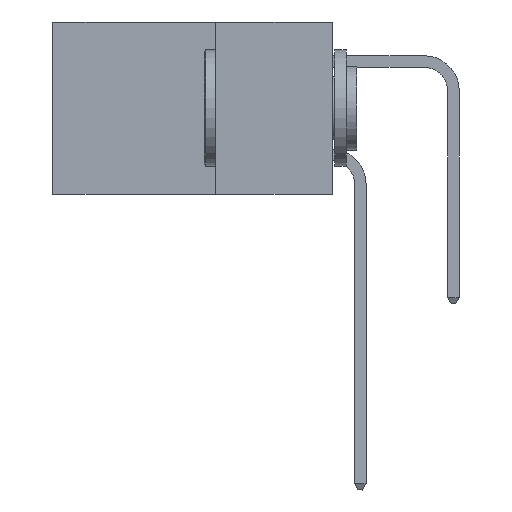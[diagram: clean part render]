
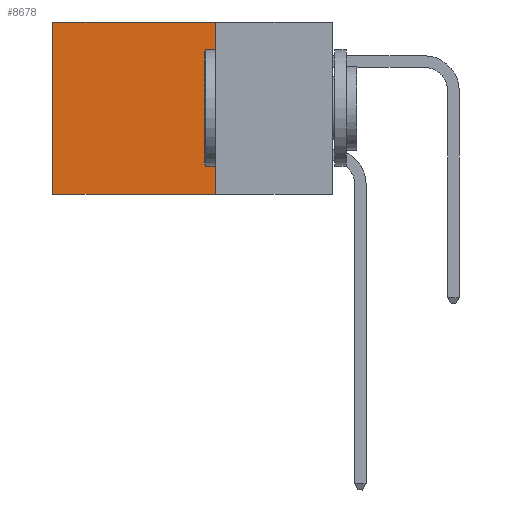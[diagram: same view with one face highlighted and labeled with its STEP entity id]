
A CAD part, left-side view. The second image highlights one B-rep face of the part: STEP entity #8678.
In plain terms, the highlighted planar face has unit normal (-1, 0, 0).
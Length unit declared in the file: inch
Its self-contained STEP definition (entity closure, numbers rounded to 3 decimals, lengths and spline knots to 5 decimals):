
#213 = ORIENTED_EDGE ( 'NONE', *, *, #7568, .T. ) ;
#2279 = CARTESIAN_POINT ( 'NONE',  ( 0.2615, 0.6, -0.37 ) ) ;
#2509 = EDGE_LOOP ( 'NONE', ( #213, #8378, #2646, #4718 ) ) ;
#2646 = ORIENTED_EDGE ( 'NONE', *, *, #13635, .F. ) ;
#4199 = VECTOR ( 'NONE', #6593, 39.37008 ) ;
#4366 = CARTESIAN_POINT ( 'NONE',  ( 0.2615, 0.25, -0.37 ) ) ;
#4718 = ORIENTED_EDGE ( 'NONE', *, *, #11071, .T. ) ;
#4742 = VERTEX_POINT ( 'NONE', #2279 ) ;
#5406 = CARTESIAN_POINT ( 'NONE',  ( 0.2615, 0.25, -0.37 ) ) ;
#5478 = PLANE ( 'NONE',  #6567 ) ;
#5561 = FACE_OUTER_BOUND ( 'NONE', #2509, .T. ) ;
#5890 = VERTEX_POINT ( 'NONE', #14460 ) ;
#6096 = LINE ( 'NONE', #12515, #8515 ) ;
#6567 = AXIS2_PLACEMENT_3D ( 'NONE', #5406, #10534, #9317 ) ;
#6593 = DIRECTION ( 'NONE',  ( 0., 1., 0. ) ) ;
#7264 = VERTEX_POINT ( 'NONE', #12783 ) ;
#7568 = EDGE_CURVE ( 'NONE', #7264, #4742, #13820, .T. ) ;
#8133 = EDGE_CURVE ( 'NONE', #5890, #4742, #9197, .T. ) ;
#8378 = ORIENTED_EDGE ( 'NONE', *, *, #8133, .F. ) ;
#8515 = VECTOR ( 'NONE', #8529, 39.37008 ) ;
#8529 = DIRECTION ( 'NONE',  ( 0., 1., 0. ) ) ;
#8678 = ADVANCED_FACE ( 'NONE', ( #5561 ), #5478, .F. ) ;
#8710 = DIRECTION ( 'NONE',  ( 0., 0., -1. ) ) ;
#9180 = DIRECTION ( 'NONE',  ( 0., 0., -1. ) ) ;
#9197 = LINE ( 'NONE', #4366, #4199 ) ;
#9317 = DIRECTION ( 'NONE',  ( 0., 0., -1. ) ) ;
#9645 = VERTEX_POINT ( 'NONE', #13420 ) ;
#10095 = LINE ( 'NONE', #14824, #11894 ) ;
#10401 = CARTESIAN_POINT ( 'NONE',  ( 0.2615, 0.6, -0.37 ) ) ;
#10534 = DIRECTION ( 'NONE',  ( 1., 0., 0. ) ) ;
#11071 = EDGE_CURVE ( 'NONE', #9645, #7264, #6096, .T. ) ;
#11894 = VECTOR ( 'NONE', #8710, 39.37008 ) ;
#12515 = CARTESIAN_POINT ( 'NONE',  ( 0.2615, 0.25, 0. ) ) ;
#12783 = CARTESIAN_POINT ( 'NONE',  ( 0.2615, 0.6, 0. ) ) ;
#13420 = CARTESIAN_POINT ( 'NONE',  ( 0.2615, 0.25, 0. ) ) ;
#13635 = EDGE_CURVE ( 'NONE', #9645, #5890, #10095, .T. ) ;
#13820 = LINE ( 'NONE', #10401, #14164 ) ;
#14164 = VECTOR ( 'NONE', #9180, 39.37008 ) ;
#14460 = CARTESIAN_POINT ( 'NONE',  ( 0.2615, 0.25, -0.37 ) ) ;
#14824 = CARTESIAN_POINT ( 'NONE',  ( 0.2615, 0.25, -0.37 ) ) ;
